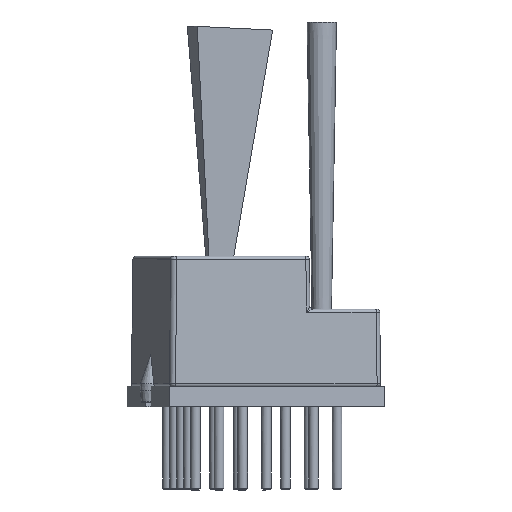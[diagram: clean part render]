
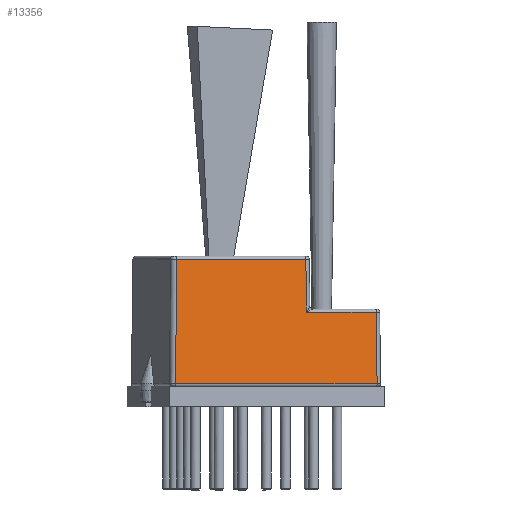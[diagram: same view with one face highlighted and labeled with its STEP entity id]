
A CAD part, front view. The second image highlights one B-rep face of the part: STEP entity #13356.
In plain terms, the highlighted face is planar.
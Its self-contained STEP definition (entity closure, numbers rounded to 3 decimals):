
#977=PLANE('',#14778);
#1641=FACE_OUTER_BOUND('',#2404,.T.);
#2404=EDGE_LOOP('',(#11378,#11379,#11380,#11381,#11382,#11383));
#3266=LINE('',#21563,#4336);
#3483=LINE('',#24817,#4553);
#3484=LINE('',#24821,#4554);
#3485=LINE('',#24823,#4555);
#3486=LINE('',#24825,#4556);
#3487=LINE('',#24826,#4557);
#4336=VECTOR('',#17352,10.);
#4553=VECTOR('',#18355,10.);
#4554=VECTOR('',#18360,10.);
#4555=VECTOR('',#18361,10.);
#4556=VECTOR('',#18362,10.);
#4557=VECTOR('',#18363,10.);
#6029=VERTEX_POINT('',#21557);
#6030=VERTEX_POINT('',#21561);
#6326=VERTEX_POINT('',#24816);
#6327=VERTEX_POINT('',#24820);
#6328=VERTEX_POINT('',#24822);
#6329=VERTEX_POINT('',#24824);
#7601=EDGE_CURVE('',#6030,#6029,#3266,.T.);
#8087=EDGE_CURVE('',#6029,#6326,#3483,.T.);
#8089=EDGE_CURVE('',#6327,#6030,#3484,.T.);
#8090=EDGE_CURVE('',#6328,#6327,#3485,.T.);
#8091=EDGE_CURVE('',#6328,#6329,#3486,.T.);
#8092=EDGE_CURVE('',#6326,#6329,#3487,.T.);
#11378=ORIENTED_EDGE('',*,*,#7601,.F.);
#11379=ORIENTED_EDGE('',*,*,#8089,.F.);
#11380=ORIENTED_EDGE('',*,*,#8090,.F.);
#11381=ORIENTED_EDGE('',*,*,#8091,.T.);
#11382=ORIENTED_EDGE('',*,*,#8092,.F.);
#11383=ORIENTED_EDGE('',*,*,#8087,.F.);
#13356=ADVANCED_FACE('',(#1641),#977,.T.);
#14778=AXIS2_PLACEMENT_3D('',#24819,#18358,#18359);
#17352=DIRECTION('',(-1.,0.,0.));
#18355=DIRECTION('',(0.009,0.009,1.));
#18358=DIRECTION('center_axis',(0.,-1.,
0.009));
#18359=DIRECTION('ref_axis',(-1.,0.,0.));
#18360=DIRECTION('',(0.009,-0.009,-1.));
#18361=DIRECTION('',(1.,0.,0.));
#18362=DIRECTION('',(-0.009,0.009,1.));
#18363=DIRECTION('',(1.,0.,0.));
#21557=CARTESIAN_POINT('',(-5.414,-3.699,0.651));
#21561=CARTESIAN_POINT('',(5.413,-3.699,0.651));
#21563=CARTESIAN_POINT('',(2.832,-3.699,0.651));
#24816=CARTESIAN_POINT('',(-5.358,-3.643,7.074));
#24817=CARTESIAN_POINT('',(-5.356,-3.641,7.269));
#24819=CARTESIAN_POINT('Origin',(5.665,-3.641,7.223));
#24820=CARTESIAN_POINT('',(5.381,-3.666,4.346));
#24821=CARTESIAN_POINT('',(5.356,-3.641,7.252));
#24822=CARTESIAN_POINT('',(1.625,-3.666,4.346));
#24823=CARTESIAN_POINT('',(4.72,-3.666,4.346));
#24824=CARTESIAN_POINT('',(1.601,-3.643,7.074));
#24825=CARTESIAN_POINT('',(1.6,-3.641,7.204));
#24826=CARTESIAN_POINT('',(2.832,-3.643,7.074));
